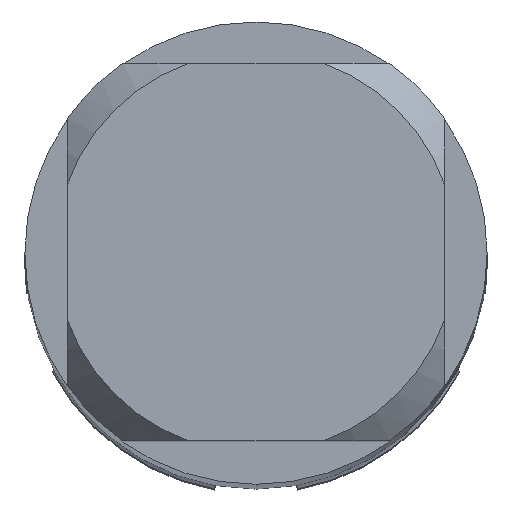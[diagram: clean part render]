
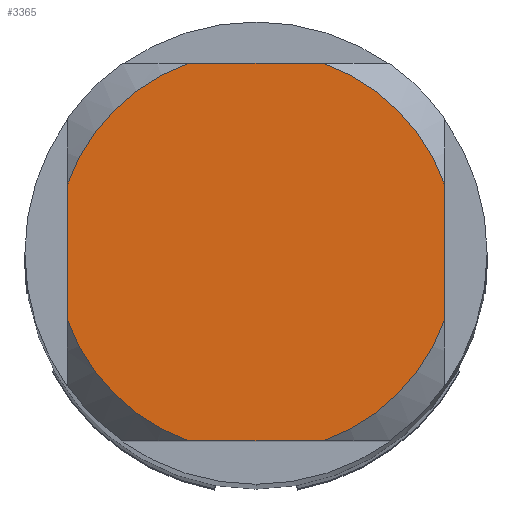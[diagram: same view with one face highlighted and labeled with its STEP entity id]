
A CAD part, top view. The second image highlights one B-rep face of the part: STEP entity #3365.
In plain terms, the highlighted planar face has unit normal (0, 0, 1).
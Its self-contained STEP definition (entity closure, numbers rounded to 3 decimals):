
#3365=ADVANCED_FACE('',(#8663),#8664,.T.);
#3483=VERTEX_POINT('',#8797);
#3723=VERTEX_POINT('',#9058);
#4633=VERTEX_POINT('',#10054);
#4635=EDGE_CURVE('',#7019,#7527,#10056,.T.);
#4697=EDGE_CURVE('',#7375,#3723,#10122,.T.);
#4855=EDGE_CURVE('',#6773,#7527,#10295,.T.);
#4901=EDGE_CURVE('',#5119,#3723,#10345,.T.);
#5119=VERTEX_POINT('',#10580);
#5967=EDGE_CURVE('',#5119,#4633,#11504,.T.);
#6773=VERTEX_POINT('',#12380);
#6913=EDGE_CURVE('',#7375,#3483,#12538,.T.);
#6949=EDGE_CURVE('',#6773,#3483,#12576,.T.);
#7019=VERTEX_POINT('',#12650);
#7299=EDGE_CURVE('',#7019,#4633,#12948,.T.);
#7375=VERTEX_POINT('',#13033);
#7527=VERTEX_POINT('',#13194);
#8663=FACE_OUTER_BOUND('',#15149,.T.);
#8664=PLANE('',#15150);
#8797=CARTESIAN_POINT('',(2.45,0.87,0.0));
#9058=CARTESIAN_POINT('',(0.87,-2.45,0.0));
#10054=CARTESIAN_POINT('',(-2.45,-0.87,0.0));
#10056=CIRCLE('',#17781,2.6);
#10122=CIRCLE('',#17897,2.6);
#10295=LINE('',#18199,#18200);
#10345=LINE('',#18268,#18269);
#10580=CARTESIAN_POINT('',(-0.87,-2.45,0.0));
#11504=CIRCLE('',#20440,2.6);
#12380=CARTESIAN_POINT('',(0.87,2.45,0.0));
#12538=LINE('',#22307,#22308);
#12576=CIRCLE('',#22390,2.6);
#12650=CARTESIAN_POINT('',(-2.45,0.87,0.0));
#12948=LINE('',#23077,#23078);
#13033=CARTESIAN_POINT('',(2.45,-0.87,0.0));
#13194=CARTESIAN_POINT('',(-0.87,2.45,0.0));
#15149=EDGE_LOOP('',(#25030,#25031,#25032,#25033,#25034,#25035,#25036,#25037));
#15150=AXIS2_PLACEMENT_3D('',#25038,#25039,#25040);
#17781=AXIS2_PLACEMENT_3D('',#26725,#26726,#26727);
#17897=AXIS2_PLACEMENT_3D('',#26783,#26784,#26785);
#18199=CARTESIAN_POINT('',(0.0,2.45,0.0));
#18200=VECTOR('',#26959,1.0);
#18268=CARTESIAN_POINT('',(0.0,-2.45,0.0));
#18269=VECTOR('',#27011,1.0);
#20440=AXIS2_PLACEMENT_3D('',#28362,#28363,#28364);
#22307=CARTESIAN_POINT('',(2.45,0.65,0.0));
#22308=VECTOR('',#29540,1.0);
#22390=AXIS2_PLACEMENT_3D('',#29565,#29566,#29567);
#23077=CARTESIAN_POINT('',(-2.45,0.65,0.0));
#23078=VECTOR('',#29895,1.0);
#25030=ORIENTED_EDGE('',*,*,#7299,.T.);
#25031=ORIENTED_EDGE('',*,*,#5967,.F.);
#25032=ORIENTED_EDGE('',*,*,#4901,.T.);
#25033=ORIENTED_EDGE('',*,*,#4697,.F.);
#25034=ORIENTED_EDGE('',*,*,#6913,.T.);
#25035=ORIENTED_EDGE('',*,*,#6949,.F.);
#25036=ORIENTED_EDGE('',*,*,#4855,.T.);
#25037=ORIENTED_EDGE('',*,*,#4635,.F.);
#25038=CARTESIAN_POINT('',(0.0,1.3,0.0));
#25039=DIRECTION('',(-0.0,0.0,1.0));
#25040=DIRECTION('',(0.0,-1.0,0.0));
#26725=CARTESIAN_POINT('',(0.0,0.0,0.0));
#26726=DIRECTION('',(0.0,0.0,-1.0));
#26727=DIRECTION('',(0.0,1.0,0.0));
#26783=CARTESIAN_POINT('',(0.0,0.0,0.0));
#26784=DIRECTION('',(0.0,0.0,-1.0));
#26785=DIRECTION('',(0.0,1.0,0.0));
#26959=DIRECTION('',(-1.0,0.0,0.0));
#27011=DIRECTION('',(1.0,0.0,0.0));
#28362=CARTESIAN_POINT('',(0.0,0.0,0.0));
#28363=DIRECTION('',(0.0,0.0,-1.0));
#28364=DIRECTION('',(0.0,1.0,0.0));
#29540=DIRECTION('',(-0.0,1.0,0.0));
#29565=CARTESIAN_POINT('',(0.0,0.0,0.0));
#29566=DIRECTION('',(0.0,0.0,-1.0));
#29567=DIRECTION('',(0.0,1.0,0.0));
#29895=DIRECTION('',(-0.0,-1.0,0.0));
